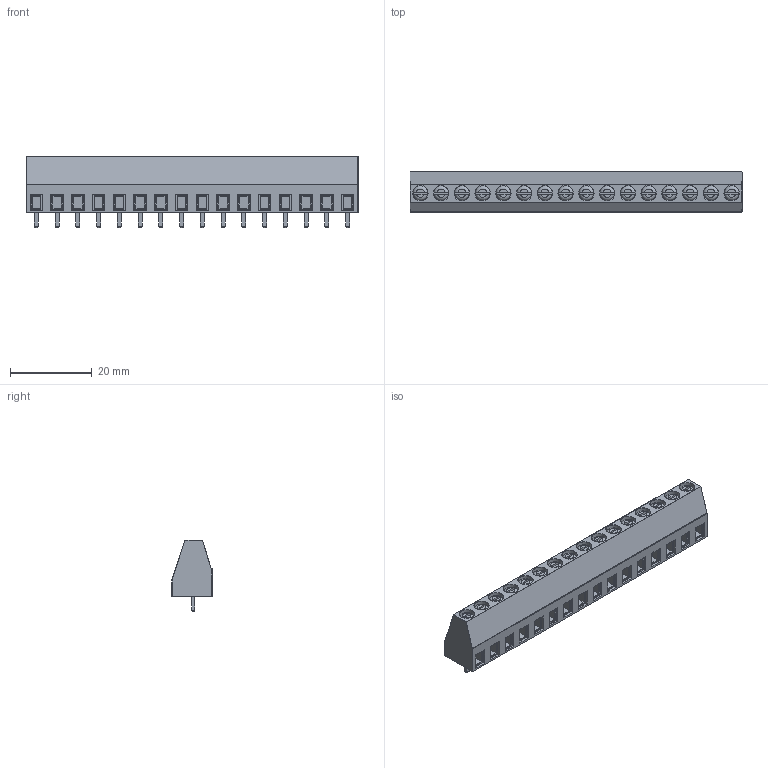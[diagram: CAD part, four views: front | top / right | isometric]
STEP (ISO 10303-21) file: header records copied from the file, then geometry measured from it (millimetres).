
FILE_DESCRIPTION(/* description */ ('model of TerminalBlock_Phoenix_MKDS-1,5-16-5.08_1x16_P5.08mm_Horizontal'),/* implementation_level */ '2;1');
FILE_NAME(/* name */ 'TerminalBlock_Phoenix_MKDS-1,5-16-5.08_1x16_P5.08mm_Horizontal.step',/* time_stamp */ '2019-06-17T02:14:07',/* author */ ('kicad StepUp','ksu'),/* organization */ ('FreeCAD'),/* preprocessor_version */ 'OCC',/* originating_system */ 'kicad StepUp',/* authorisation */ '');
FILE_SCHEMA(('AUTOMOTIVE_DESIGN { 1 0 10303 214 1 1 1 1 }'));
Length unit declared in the file: millimetre
Products named in the file (1): MKDS_1_5_16
Bounding box: 81.28 x 9.8 x 17.4 mm (x, y, z)
Volume: 8274.2 mm3; surface area: 5410.5 mm2
Topology: 1 solids, 1 shells, 669 faces, 1519 edges, 928 vertices
Faces by surface type: plane 409, cylinder 224, torus 32, bspline 4
Full cylindrical faces by diameter (mm): 3.68 x16
Entity records: 25073 total; most frequent: CARTESIAN_POINT 5319, DIRECTION 3137, ORIENTED_EDGE 3030, EDGE_CURVE 1515, LINE 1077, VECTOR 1077, AXIS2_PLACEMENT_3D 1030, VERTEX_POINT 928
